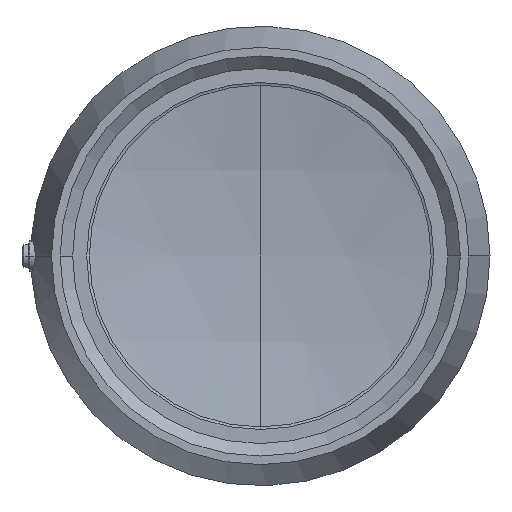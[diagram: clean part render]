
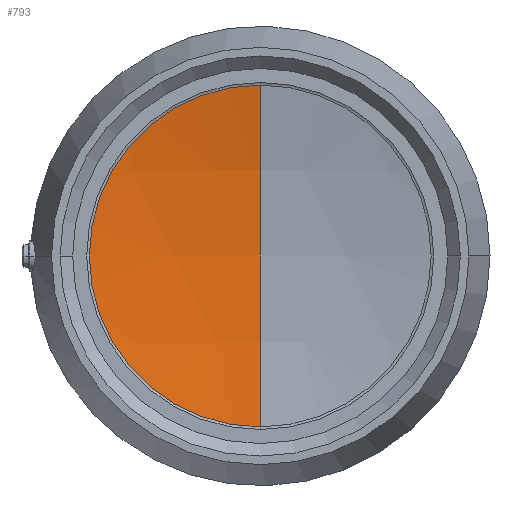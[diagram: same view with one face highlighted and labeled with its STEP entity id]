
A CAD part, left-side view. The second image highlights one B-rep face of the part: STEP entity #793.
In plain terms, the highlighted spherical face has radius 492.708 mm.
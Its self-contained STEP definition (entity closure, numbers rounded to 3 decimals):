
#361 = VERTEX_POINT( '', #1001 );
#427 = EDGE_CURVE( '', #497, #453, #1073, .T. );
#453 = VERTEX_POINT( '', #1100 );
#467 = EDGE_CURVE( '', #453, #361, #1115, .T. );
#497 = VERTEX_POINT( '', #1148 );
#793 = ADVANCED_FACE( '', ( #1484 ), #1485, .F. );
#929 = EDGE_CURVE( '', #361, #497, #1636, .T. );
#1001 = CARTESIAN_POINT( '', ( 112.71, 91.115, 0. ) );
#1073 = CIRCLE( '', #1808, 492.708 );
#1100 = CARTESIAN_POINT( '', ( 112.71, 0., 91.115 ) );
#1115 = CIRCLE( '', #1935, 91.115 );
#1148 = CARTESIAN_POINT( '', ( 112.71, 0., -91.115 ) );
#1484 = FACE_OUTER_BOUND( '', #2652, .T. );
#1485 = SPHERICAL_SURFACE( '', #2653, 492.708 );
#1636 = CIRCLE( '', #2917, 91.115 );
#1808 = AXIS2_PLACEMENT_3D( '', #3092, #3093, #3094 );
#1935 = AXIS2_PLACEMENT_3D( '', #3128, #3129, #3130 );
#2652 = EDGE_LOOP( '', ( #3618, #3619, #3620 ) );
#2653 = AXIS2_PLACEMENT_3D( '', #3621, #3622, #3623 );
#2917 = AXIS2_PLACEMENT_3D( '', #3818, #3819, #3820 );
#3092 = CARTESIAN_POINT( '', ( -371.5, 0., 0. ) );
#3093 = DIRECTION( '', ( 0., -1., 0. ) );
#3094 = DIRECTION( '', ( 0., 0., -1. ) );
#3128 = CARTESIAN_POINT( '', ( 112.71, 0., 0. ) );
#3129 = DIRECTION( '', ( -1., 0., 0. ) );
#3130 = DIRECTION( '', ( 0., 1., 0. ) );
#3618 = ORIENTED_EDGE( '', *, *, #427, .T. );
#3619 = ORIENTED_EDGE( '', *, *, #467, .T. );
#3620 = ORIENTED_EDGE( '', *, *, #929, .T. );
#3621 = CARTESIAN_POINT( '', ( -371.5, 0., 0. ) );
#3622 = DIRECTION( '', ( 0., 0., 1. ) );
#3623 = DIRECTION( '', ( 1., 0., 0. ) );
#3818 = CARTESIAN_POINT( '', ( 112.71, 0., 0. ) );
#3819 = DIRECTION( '', ( -1., 0., 0. ) );
#3820 = DIRECTION( '', ( 0., 1., 0. ) );
